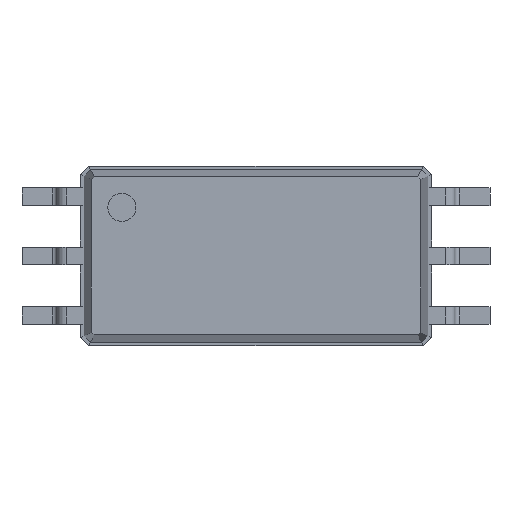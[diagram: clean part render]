
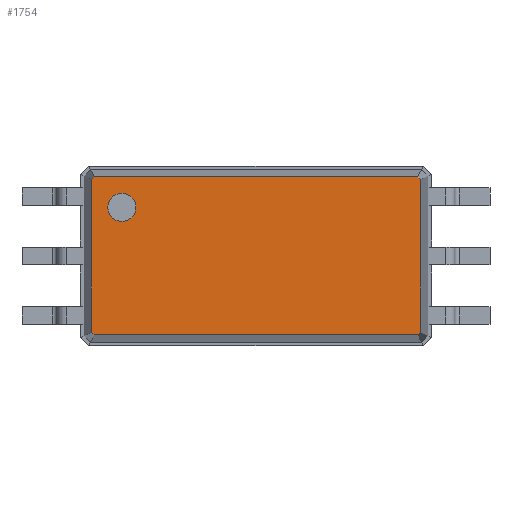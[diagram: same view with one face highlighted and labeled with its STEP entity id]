
A CAD part, top view. The second image highlights one B-rep face of the part: STEP entity #1754.
In plain terms, the highlighted planar face has unit normal (0, 0, 1).
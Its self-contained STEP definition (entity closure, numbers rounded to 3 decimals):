
#960 = VERTEX_POINT('',#961);
#961 = CARTESIAN_POINT('',(-3.517,1.628,2.2));
#966 = EDGE_CURVE('',#967,#960,#969,.T.);
#967 = VERTEX_POINT('',#968);
#968 = CARTESIAN_POINT('',(-3.517,-1.628,2.2));
#969 = LINE('',#970,#971);
#970 = CARTESIAN_POINT('',(-3.517,-1.628,2.2));
#971 = VECTOR('',#972,1.);
#972 = DIRECTION('',(0.,1.,0.));
#1718 = EDGE_CURVE('',#1719,#967,#1721,.T.);
#1719 = VERTEX_POINT('',#1720);
#1720 = CARTESIAN_POINT('',(-3.458,-1.687,2.2));
#1721 = LINE('',#1722,#1723);
#1722 = CARTESIAN_POINT('',(-3.458,-1.687,2.2));
#1723 = VECTOR('',#1724,1.);
#1724 = DIRECTION('',(-0.707,0.707,0.));
#1754 = ADVANCED_FACE('',(#1755,#1805),#1816,.F.);
#1755 = FACE_BOUND('',#1756,.F.);
#1756 = EDGE_LOOP('',(#1757,#1767,#1775,#1783,#1791,#1797,#1798,#1799));
#1757 = ORIENTED_EDGE('',*,*,#1758,.T.);
#1758 = EDGE_CURVE('',#1759,#1761,#1763,.T.);
#1759 = VERTEX_POINT('',#1760);
#1760 = CARTESIAN_POINT('',(-3.458,1.687,2.2));
#1761 = VERTEX_POINT('',#1762);
#1762 = CARTESIAN_POINT('',(3.458,1.687,2.2));
#1763 = LINE('',#1764,#1765);
#1764 = CARTESIAN_POINT('',(-3.458,1.687,2.2));
#1765 = VECTOR('',#1766,1.);
#1766 = DIRECTION('',(1.,0.,0.));
#1767 = ORIENTED_EDGE('',*,*,#1768,.T.);
#1768 = EDGE_CURVE('',#1761,#1769,#1771,.T.);
#1769 = VERTEX_POINT('',#1770);
#1770 = CARTESIAN_POINT('',(3.517,1.628,2.2));
#1771 = LINE('',#1772,#1773);
#1772 = CARTESIAN_POINT('',(3.458,1.687,2.2));
#1773 = VECTOR('',#1774,1.);
#1774 = DIRECTION('',(0.707,-0.707,0.));
#1775 = ORIENTED_EDGE('',*,*,#1776,.T.);
#1776 = EDGE_CURVE('',#1769,#1777,#1779,.T.);
#1777 = VERTEX_POINT('',#1778);
#1778 = CARTESIAN_POINT('',(3.517,-1.628,2.2));
#1779 = LINE('',#1780,#1781);
#1780 = CARTESIAN_POINT('',(3.517,1.628,2.2));
#1781 = VECTOR('',#1782,1.);
#1782 = DIRECTION('',(0.,-1.,0.));
#1783 = ORIENTED_EDGE('',*,*,#1784,.T.);
#1784 = EDGE_CURVE('',#1777,#1785,#1787,.T.);
#1785 = VERTEX_POINT('',#1786);
#1786 = CARTESIAN_POINT('',(3.458,-1.687,2.2));
#1787 = LINE('',#1788,#1789);
#1788 = CARTESIAN_POINT('',(3.517,-1.628,2.2));
#1789 = VECTOR('',#1790,1.);
#1790 = DIRECTION('',(-0.707,-0.707,0.));
#1791 = ORIENTED_EDGE('',*,*,#1792,.T.);
#1792 = EDGE_CURVE('',#1785,#1719,#1793,.T.);
#1793 = LINE('',#1794,#1795);
#1794 = CARTESIAN_POINT('',(3.458,-1.687,2.2));
#1795 = VECTOR('',#1796,1.);
#1796 = DIRECTION('',(-1.,0.,0.));
#1797 = ORIENTED_EDGE('',*,*,#1718,.T.);
#1798 = ORIENTED_EDGE('',*,*,#966,.T.);
#1799 = ORIENTED_EDGE('',*,*,#1800,.T.);
#1800 = EDGE_CURVE('',#960,#1759,#1801,.T.);
#1801 = LINE('',#1802,#1803);
#1802 = CARTESIAN_POINT('',(-3.517,1.628,2.2));
#1803 = VECTOR('',#1804,1.);
#1804 = DIRECTION('',(0.707,0.707,0.));
#1805 = FACE_BOUND('',#1806,.F.);
#1806 = EDGE_LOOP('',(#1807));
#1807 = ORIENTED_EDGE('',*,*,#1808,.T.);
#1808 = EDGE_CURVE('',#1809,#1809,#1811,.T.);
#1809 = VERTEX_POINT('',#1810);
#1810 = CARTESIAN_POINT('',(-2.867,0.737,2.2));
#1811 = CIRCLE('',#1812,0.3);
#1812 = AXIS2_PLACEMENT_3D('',#1813,#1814,#1815);
#1813 = CARTESIAN_POINT('',(-2.867,1.037,2.2));
#1814 = DIRECTION('',(-0.,0.,1.));
#1815 = DIRECTION('',(0.,-1.,0.));
#1816 = PLANE('',#1817);
#1817 = AXIS2_PLACEMENT_3D('',#1818,#1819,#1820);
#1818 = CARTESIAN_POINT('',(-3.458,1.687,2.2));
#1819 = DIRECTION('',(0.,0.,-1.));
#1820 = DIRECTION('',(0.903,-0.429,0.));
